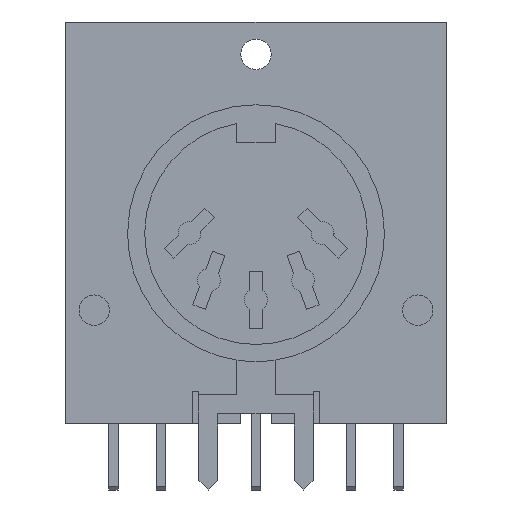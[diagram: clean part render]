
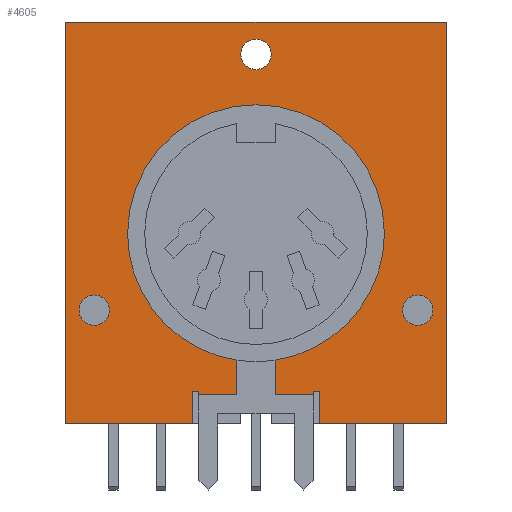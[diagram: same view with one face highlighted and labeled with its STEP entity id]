
A CAD part, front view. The second image highlights one B-rep face of the part: STEP entity #4605.
In plain terms, the highlighted planar face has unit normal (0, -1, 0).
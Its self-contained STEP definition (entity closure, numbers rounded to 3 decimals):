
#4256 = VERTEX_POINT('',#4257);
#4257 = CARTESIAN_POINT('',(9.3,-12.45,5.95));
#4263 = EDGE_CURVE('',#4264,#4256,#4266,.T.);
#4264 = VERTEX_POINT('',#4265);
#4265 = CARTESIAN_POINT('',(7.7,-12.45,5.95));
#4266 = CIRCLE('',#4267,0.8);
#4267 = AXIS2_PLACEMENT_3D('',#4268,#4269,#4270);
#4268 = CARTESIAN_POINT('',(8.5,-12.45,5.95));
#4269 = DIRECTION('',(0.,-1.,0.));
#4270 = DIRECTION('',(0.,0.,1.));
#4298 = VERTEX_POINT('',#4299);
#4299 = CARTESIAN_POINT('',(-7.7,-12.45,5.95));
#4305 = EDGE_CURVE('',#4306,#4298,#4308,.T.);
#4306 = VERTEX_POINT('',#4307);
#4307 = CARTESIAN_POINT('',(-9.3,-12.45,5.95));
#4308 = CIRCLE('',#4309,0.8);
#4309 = AXIS2_PLACEMENT_3D('',#4310,#4311,#4312);
#4310 = CARTESIAN_POINT('',(-8.5,-12.45,5.95));
#4311 = DIRECTION('',(0.,-1.,0.));
#4312 = DIRECTION('',(0.,0.,1.));
#4340 = VERTEX_POINT('',#4341);
#4341 = CARTESIAN_POINT('',(-1.,-12.45,3.324));
#4347 = EDGE_CURVE('',#4348,#4340,#4350,.T.);
#4348 = VERTEX_POINT('',#4349);
#4349 = CARTESIAN_POINT('',(-6.75,-12.45,10.));
#4350 = CIRCLE('',#4351,6.75);
#4351 = AXIS2_PLACEMENT_3D('',#4352,#4353,#4354);
#4352 = CARTESIAN_POINT('',(0.,-12.45,10.));
#4353 = DIRECTION('',(0.,-1.,0.));
#4354 = DIRECTION('',(0.,0.,1.));
#4379 = EDGE_CURVE('',#4380,#4348,#4382,.T.);
#4380 = VERTEX_POINT('',#4381);
#4381 = CARTESIAN_POINT('',(6.75,-12.45,10.));
#4382 = CIRCLE('',#4383,6.75);
#4383 = AXIS2_PLACEMENT_3D('',#4384,#4385,#4386);
#4384 = CARTESIAN_POINT('',(0.,-12.45,10.));
#4385 = DIRECTION('',(0.,-1.,0.));
#4386 = DIRECTION('',(0.,0.,1.));
#4415 = VERTEX_POINT('',#4416);
#4416 = CARTESIAN_POINT('',(0.8,-12.45,19.4));
#4422 = EDGE_CURVE('',#4423,#4415,#4425,.T.);
#4423 = VERTEX_POINT('',#4424);
#4424 = CARTESIAN_POINT('',(-0.8,-12.45,19.4));
#4425 = CIRCLE('',#4426,0.8);
#4426 = AXIS2_PLACEMENT_3D('',#4427,#4428,#4429);
#4427 = CARTESIAN_POINT('',(0.,-12.45,19.4));
#4428 = DIRECTION('',(0.,-1.,0.));
#4429 = DIRECTION('',(0.,0.,1.));
#4454 = EDGE_CURVE('',#4415,#4423,#4455,.T.);
#4455 = CIRCLE('',#4456,0.8);
#4456 = AXIS2_PLACEMENT_3D('',#4457,#4458,#4459);
#4457 = CARTESIAN_POINT('',(0.,-12.45,19.4));
#4458 = DIRECTION('',(0.,-1.,0.));
#4459 = DIRECTION('',(0.,0.,1.));
#4478 = EDGE_CURVE('',#4479,#4380,#4481,.T.);
#4479 = VERTEX_POINT('',#4480);
#4480 = CARTESIAN_POINT('',(1.,-12.45,3.324));
#4481 = CIRCLE('',#4482,6.75);
#4482 = AXIS2_PLACEMENT_3D('',#4483,#4484,#4485);
#4483 = CARTESIAN_POINT('',(0.,-12.45,10.));
#4484 = DIRECTION('',(0.,-1.,0.));
#4485 = DIRECTION('',(0.,0.,1.));
#4511 = EDGE_CURVE('',#4298,#4306,#4512,.T.);
#4512 = CIRCLE('',#4513,0.8);
#4513 = AXIS2_PLACEMENT_3D('',#4514,#4515,#4516);
#4514 = CARTESIAN_POINT('',(-8.5,-12.45,5.95));
#4515 = DIRECTION('',(0.,-1.,0.));
#4516 = DIRECTION('',(0.,0.,1.));
#4535 = EDGE_CURVE('',#4256,#4264,#4536,.T.);
#4536 = CIRCLE('',#4537,0.8);
#4537 = AXIS2_PLACEMENT_3D('',#4538,#4539,#4540);
#4538 = CARTESIAN_POINT('',(8.5,-12.45,5.95));
#4539 = DIRECTION('',(0.,-1.,0.));
#4540 = DIRECTION('',(0.,0.,1.));
#4570 = VERTEX_POINT('',#4571);
#4571 = CARTESIAN_POINT('',(-1.,-12.45,1.5));
#4577 = EDGE_CURVE('',#4570,#4578,#4580,.T.);
#4578 = VERTEX_POINT('',#4579);
#4579 = CARTESIAN_POINT('',(-3.,-12.45,1.5));
#4580 = LINE('',#4581,#4582);
#4581 = CARTESIAN_POINT('',(3.,-12.45,1.5));
#4582 = VECTOR('',#4583,1.);
#4583 = DIRECTION('',(-1.,0.,0.));
#4605 = ADVANCED_FACE('',(#4606,#4610,#4724,#4728),#4732,.F.);
#4606 = FACE_BOUND('',#4607,.T.);
#4607 = EDGE_LOOP('',(#4608,#4609));
#4608 = ORIENTED_EDGE('',*,*,#4535,.F.);
#4609 = ORIENTED_EDGE('',*,*,#4263,.F.);
#4610 = FACE_BOUND('',#4611,.T.);
#4611 = EDGE_LOOP('',(#4612,#4622,#4630,#4638,#4646,#4654,#4662,#4670,
    #4676,#4677,#4683,#4684,#4685,#4686,#4694,#4702,#4710,#4718));
#4612 = ORIENTED_EDGE('',*,*,#4613,.F.);
#4613 = EDGE_CURVE('',#4614,#4616,#4618,.T.);
#4614 = VERTEX_POINT('',#4615);
#4615 = CARTESIAN_POINT('',(10.,-12.45,0.));
#4616 = VERTEX_POINT('',#4617);
#4617 = CARTESIAN_POINT('',(3.329,-12.45,0.));
#4618 = LINE('',#4619,#4620);
#4619 = CARTESIAN_POINT('',(50.92,-12.45,0.));
#4620 = VECTOR('',#4621,1.);
#4621 = DIRECTION('',(-1.,0.,0.));
#4622 = ORIENTED_EDGE('',*,*,#4623,.T.);
#4623 = EDGE_CURVE('',#4614,#4624,#4626,.T.);
#4624 = VERTEX_POINT('',#4625);
#4625 = CARTESIAN_POINT('',(10.,-12.45,21.1));
#4626 = LINE('',#4627,#4628);
#4627 = CARTESIAN_POINT('',(10.,-12.45,21.4));
#4628 = VECTOR('',#4629,1.);
#4629 = DIRECTION('',(0.,0.,1.));
#4630 = ORIENTED_EDGE('',*,*,#4631,.T.);
#4631 = EDGE_CURVE('',#4624,#4632,#4634,.T.);
#4632 = VERTEX_POINT('',#4633);
#4633 = CARTESIAN_POINT('',(-10.,-12.45,21.1));
#4634 = LINE('',#4635,#4636);
#4635 = CARTESIAN_POINT('',(50.92,-12.45,21.1));
#4636 = VECTOR('',#4637,1.);
#4637 = DIRECTION('',(-1.,0.,0.));
#4638 = ORIENTED_EDGE('',*,*,#4639,.T.);
#4639 = EDGE_CURVE('',#4632,#4640,#4642,.T.);
#4640 = VERTEX_POINT('',#4641);
#4641 = CARTESIAN_POINT('',(-10.,-12.45,0.));
#4642 = LINE('',#4643,#4644);
#4643 = CARTESIAN_POINT('',(-10.,-12.45,21.4));
#4644 = VECTOR('',#4645,1.);
#4645 = DIRECTION('',(0.,0.,-1.));
#4646 = ORIENTED_EDGE('',*,*,#4647,.F.);
#4647 = EDGE_CURVE('',#4648,#4640,#4650,.T.);
#4648 = VERTEX_POINT('',#4649);
#4649 = CARTESIAN_POINT('',(-3.329,-12.45,0.));
#4650 = LINE('',#4651,#4652);
#4651 = CARTESIAN_POINT('',(50.92,-12.45,0.));
#4652 = VECTOR('',#4653,1.);
#4653 = DIRECTION('',(-1.,0.,0.));
#4654 = ORIENTED_EDGE('',*,*,#4655,.F.);
#4655 = EDGE_CURVE('',#4656,#4648,#4658,.T.);
#4656 = VERTEX_POINT('',#4657);
#4657 = CARTESIAN_POINT('',(-3.329,-12.45,1.7));
#4658 = LINE('',#4659,#4660);
#4659 = CARTESIAN_POINT('',(-3.329,-12.45,0.));
#4660 = VECTOR('',#4661,1.);
#4661 = DIRECTION('',(0.,0.,-1.));
#4662 = ORIENTED_EDGE('',*,*,#4663,.F.);
#4663 = EDGE_CURVE('',#4664,#4656,#4666,.T.);
#4664 = VERTEX_POINT('',#4665);
#4665 = CARTESIAN_POINT('',(-3.,-12.45,1.7));
#4666 = LINE('',#4667,#4668);
#4667 = CARTESIAN_POINT('',(-3.329,-12.45,1.7));
#4668 = VECTOR('',#4669,1.);
#4669 = DIRECTION('',(-1.,0.,0.));
#4670 = ORIENTED_EDGE('',*,*,#4671,.F.);
#4671 = EDGE_CURVE('',#4578,#4664,#4672,.T.);
#4672 = LINE('',#4673,#4674);
#4673 = CARTESIAN_POINT('',(-3.,-12.45,1.7));
#4674 = VECTOR('',#4675,1.);
#4675 = DIRECTION('',(0.,0.,1.));
#4676 = ORIENTED_EDGE('',*,*,#4577,.F.);
#4677 = ORIENTED_EDGE('',*,*,#4678,.T.);
#4678 = EDGE_CURVE('',#4570,#4340,#4679,.T.);
#4679 = LINE('',#4680,#4681);
#4680 = CARTESIAN_POINT('',(-1.,-12.45,21.4));
#4681 = VECTOR('',#4682,1.);
#4682 = DIRECTION('',(0.,0.,1.));
#4683 = ORIENTED_EDGE('',*,*,#4347,.F.);
#4684 = ORIENTED_EDGE('',*,*,#4379,.F.);
#4685 = ORIENTED_EDGE('',*,*,#4478,.F.);
#4686 = ORIENTED_EDGE('',*,*,#4687,.T.);
#4687 = EDGE_CURVE('',#4479,#4688,#4690,.T.);
#4688 = VERTEX_POINT('',#4689);
#4689 = CARTESIAN_POINT('',(1.,-12.45,1.5));
#4690 = LINE('',#4691,#4692);
#4691 = CARTESIAN_POINT('',(1.,-12.45,21.4));
#4692 = VECTOR('',#4693,1.);
#4693 = DIRECTION('',(0.,0.,-1.));
#4694 = ORIENTED_EDGE('',*,*,#4695,.F.);
#4695 = EDGE_CURVE('',#4696,#4688,#4698,.T.);
#4696 = VERTEX_POINT('',#4697);
#4697 = CARTESIAN_POINT('',(3.,-12.45,1.5));
#4698 = LINE('',#4699,#4700);
#4699 = CARTESIAN_POINT('',(3.,-12.45,1.5));
#4700 = VECTOR('',#4701,1.);
#4701 = DIRECTION('',(-1.,0.,0.));
#4702 = ORIENTED_EDGE('',*,*,#4703,.F.);
#4703 = EDGE_CURVE('',#4704,#4696,#4706,.T.);
#4704 = VERTEX_POINT('',#4705);
#4705 = CARTESIAN_POINT('',(3.,-12.45,1.7));
#4706 = LINE('',#4707,#4708);
#4707 = CARTESIAN_POINT('',(3.,-12.45,1.7));
#4708 = VECTOR('',#4709,1.);
#4709 = DIRECTION('',(0.,0.,-1.));
#4710 = ORIENTED_EDGE('',*,*,#4711,.F.);
#4711 = EDGE_CURVE('',#4712,#4704,#4714,.T.);
#4712 = VERTEX_POINT('',#4713);
#4713 = CARTESIAN_POINT('',(3.329,-12.45,1.7));
#4714 = LINE('',#4715,#4716);
#4715 = CARTESIAN_POINT('',(3.329,-12.45,1.7));
#4716 = VECTOR('',#4717,1.);
#4717 = DIRECTION('',(-1.,0.,0.));
#4718 = ORIENTED_EDGE('',*,*,#4719,.F.);
#4719 = EDGE_CURVE('',#4616,#4712,#4720,.T.);
#4720 = LINE('',#4721,#4722);
#4721 = CARTESIAN_POINT('',(3.329,-12.45,0.));
#4722 = VECTOR('',#4723,1.);
#4723 = DIRECTION('',(0.,0.,1.));
#4724 = FACE_BOUND('',#4725,.T.);
#4725 = EDGE_LOOP('',(#4726,#4727));
#4726 = ORIENTED_EDGE('',*,*,#4454,.F.);
#4727 = ORIENTED_EDGE('',*,*,#4422,.F.);
#4728 = FACE_BOUND('',#4729,.T.);
#4729 = EDGE_LOOP('',(#4730,#4731));
#4730 = ORIENTED_EDGE('',*,*,#4511,.F.);
#4731 = ORIENTED_EDGE('',*,*,#4305,.F.);
#4732 = PLANE('',#4733);
#4733 = AXIS2_PLACEMENT_3D('',#4734,#4735,#4736);
#4734 = CARTESIAN_POINT('',(50.92,-12.45,21.4));
#4735 = DIRECTION('',(0.,1.,0.));
#4736 = DIRECTION('',(0.,0.,1.));
